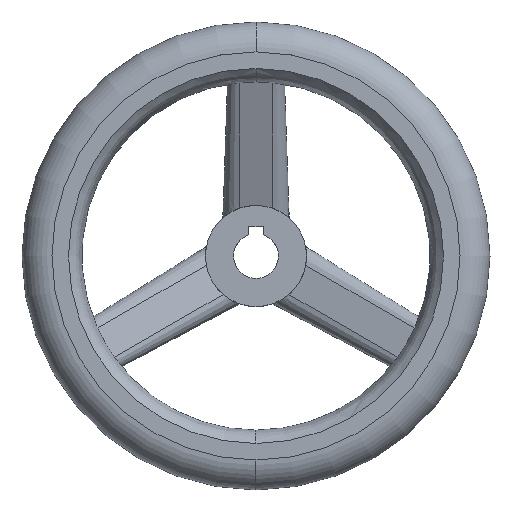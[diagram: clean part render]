
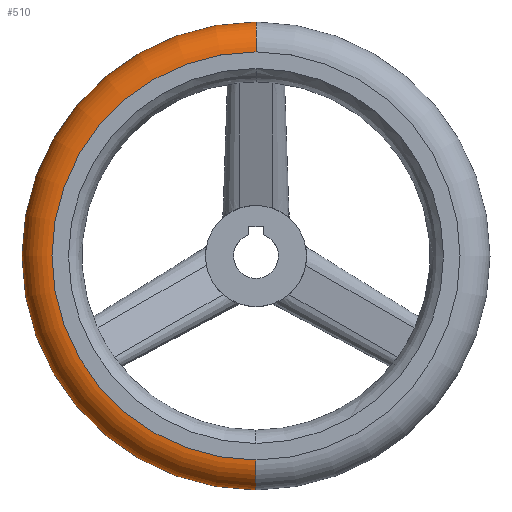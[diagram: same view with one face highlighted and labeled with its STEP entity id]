
A CAD part, top view. The second image highlights one B-rep face of the part: STEP entity #510.
In plain terms, the highlighted toroidal (fillet/blend) face has major radius 54.5 mm and minor radius 8 mm.
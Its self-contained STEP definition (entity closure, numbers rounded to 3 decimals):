
#284=EDGE_CURVE('',#308,#310,#717,.T.);
#308=VERTEX_POINT('',#742);
#310=VERTEX_POINT('',#744);
#426=EDGE_CURVE('',#428,#610,#870,.T.);
#428=VERTEX_POINT('',#872);
#508=EDGE_CURVE('',#308,#610,#962,.T.);
#510=ADVANCED_FACE('',(#964),#965,.T.);
#536=EDGE_CURVE('',#428,#310,#993,.T.);
#610=VERTEX_POINT('',#1074);
#717=CIRCLE('',#1271,8.);
#742=CARTESIAN_POINT('',(0.,-54.5,36.0));
#744=CARTESIAN_POINT('',(0.,-62.5,28.0));
#870=CIRCLE('',#1552,8.);
#872=CARTESIAN_POINT('',(0.,62.5,28.0));
#962=CIRCLE('',#1735,54.5);
#964=FACE_OUTER_BOUND('',#1737,.T.);
#965=TOROIDAL_SURFACE('',#1738,54.5,8.);
#993=CIRCLE('',#1828,62.5);
#1074=CARTESIAN_POINT('',(0.,54.5,36.0));
#1271=AXIS2_PLACEMENT_3D('',#2089,#2090,#2091);
#1552=AXIS2_PLACEMENT_3D('',#2257,#2258,#2259);
#1735=AXIS2_PLACEMENT_3D('',#2352,#2353,#2354);
#1737=EDGE_LOOP('',(#2356,#2357,#2358,#2359));
#1738=AXIS2_PLACEMENT_3D('',#2360,#2361,#2362);
#1828=AXIS2_PLACEMENT_3D('',#2392,#2393,#2394);
#2089=CARTESIAN_POINT('',(0.,-54.5,28.0));
#2090=DIRECTION('',(1.0,0.,0.));
#2091=DIRECTION('',(0.,-1.0,0.));
#2257=CARTESIAN_POINT('',(0.,54.5,28.0));
#2258=DIRECTION('',(1.0,0.,0.));
#2259=DIRECTION('',(0.,1.0,0.));
#2352=CARTESIAN_POINT('',(0.,0.,36.0));
#2353=DIRECTION('',(0.,0.,-1.0));
#2354=DIRECTION('',(0.,1.0,0.));
#2356=ORIENTED_EDGE('',*,*,#536,.T.);
#2357=ORIENTED_EDGE('',*,*,#284,.F.);
#2358=ORIENTED_EDGE('',*,*,#508,.T.);
#2359=ORIENTED_EDGE('',*,*,#426,.F.);
#2360=CARTESIAN_POINT('',(0.,0.,28.0));
#2361=DIRECTION('',(0.,0.,1.0));
#2362=DIRECTION('',(0.,1.0,0.0));
#2392=CARTESIAN_POINT('',(0.,0.,28.0));
#2393=DIRECTION('',(0.,0.,1.0));
#2394=DIRECTION('',(1.0,0.0,0.));
